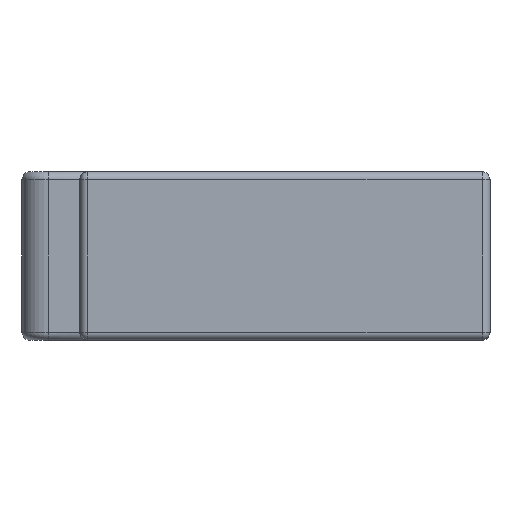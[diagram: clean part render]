
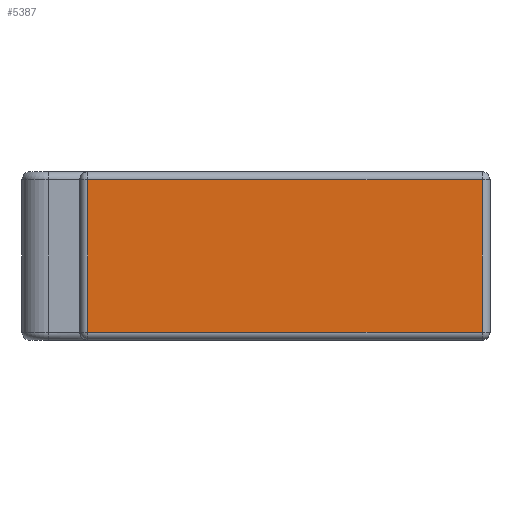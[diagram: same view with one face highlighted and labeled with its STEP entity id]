
A CAD part, left-side view. The second image highlights one B-rep face of the part: STEP entity #5387.
In plain terms, the highlighted planar face has unit normal (-1, 0, 0).
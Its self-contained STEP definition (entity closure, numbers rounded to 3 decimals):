
#191 = CARTESIAN_POINT ( 'NONE',  ( -64., -43., 16. ) ) ;
#366 = VECTOR ( 'NONE', #2155, 1000. ) ;
#374 = LINE ( 'NONE', #191, #5193 ) ;
#559 = EDGE_LOOP ( 'NONE', ( #2619, #1644, #2892, #3811 ) ) ;
#883 = CARTESIAN_POINT ( 'NONE',  ( -64., 33.5, 16. ) ) ;
#900 = PLANE ( 'NONE',  #5668 ) ;
#1105 = CARTESIAN_POINT ( 'NONE',  ( -64., -43., -14.5 ) ) ;
#1636 = DIRECTION ( 'NONE',  ( 0., 0., 1. ) ) ;
#1644 = ORIENTED_EDGE ( 'NONE', *, *, #4929, .T. ) ;
#1870 = VECTOR ( 'NONE', #5558, 1000. ) ;
#1916 = VERTEX_POINT ( 'NONE', #3365 ) ;
#1950 = CARTESIAN_POINT ( 'NONE',  ( -64., 33.5, 14.5 ) ) ;
#2155 = DIRECTION ( 'NONE',  ( 0., -1., 0. ) ) ;
#2619 = ORIENTED_EDGE ( 'NONE', *, *, #5051, .T. ) ;
#2634 = CARTESIAN_POINT ( 'NONE',  ( -64., 33.5, -14.5 ) ) ;
#2839 = LINE ( 'NONE', #2634, #366 ) ;
#2892 = ORIENTED_EDGE ( 'NONE', *, *, #4176, .T. ) ;
#2939 = DIRECTION ( 'NONE',  ( 0., 1., 0. ) ) ;
#3140 = EDGE_CURVE ( 'NONE', #3631, #5730, #374, .T. ) ;
#3250 = DIRECTION ( 'NONE',  ( 0., 1., 0. ) ) ;
#3365 = CARTESIAN_POINT ( 'NONE',  ( -64., 32., 14.5 ) ) ;
#3623 = FACE_OUTER_BOUND ( 'NONE', #559, .T. ) ;
#3631 = VERTEX_POINT ( 'NONE', #1105 ) ;
#3645 = CARTESIAN_POINT ( 'NONE',  ( -64., -43., 14.5 ) ) ;
#3811 = ORIENTED_EDGE ( 'NONE', *, *, #3140, .T. ) ;
#3920 = VECTOR ( 'NONE', #2939, 1000. ) ;
#4174 = CARTESIAN_POINT ( 'NONE',  ( -64., 32., -14.5 ) ) ;
#4176 = EDGE_CURVE ( 'NONE', #4576, #3631, #2839, .T. ) ;
#4178 = CARTESIAN_POINT ( 'NONE',  ( -64., 32., 16. ) ) ;
#4576 = VERTEX_POINT ( 'NONE', #4174 ) ;
#4929 = EDGE_CURVE ( 'NONE', #1916, #4576, #5468, .T. ) ;
#5051 = EDGE_CURVE ( 'NONE', #5730, #1916, #5171, .T. ) ;
#5171 = LINE ( 'NONE', #1950, #3920 ) ;
#5193 = VECTOR ( 'NONE', #1636, 1000. ) ;
#5387 = ADVANCED_FACE ( 'NONE', ( #3623 ), #900, .F. ) ;
#5468 = LINE ( 'NONE', #4178, #1870 ) ;
#5558 = DIRECTION ( 'NONE',  ( 0., 0., -1. ) ) ;
#5668 = AXIS2_PLACEMENT_3D ( 'NONE', #883, #6019, #3250 ) ;
#5730 = VERTEX_POINT ( 'NONE', #3645 ) ;
#6019 = DIRECTION ( 'NONE',  ( 1., 0., 0. ) ) ;
